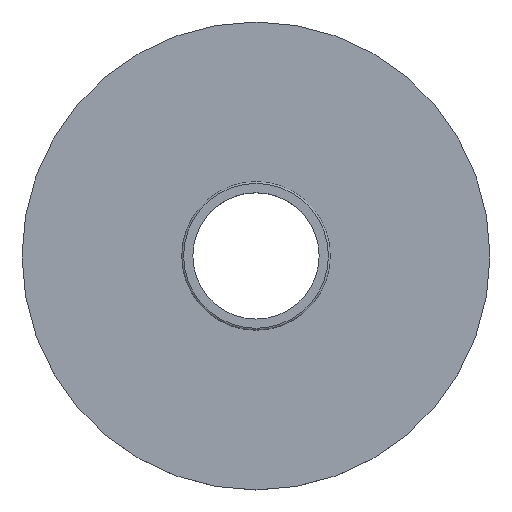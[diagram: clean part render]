
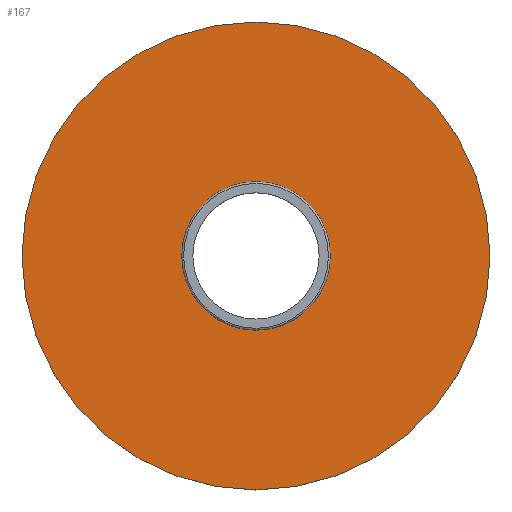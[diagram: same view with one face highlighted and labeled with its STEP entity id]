
A CAD part, top view. The second image highlights one B-rep face of the part: STEP entity #167.
In plain terms, the highlighted conical face has half-angle 89.998 degrees and reference radius 41.5 mm.
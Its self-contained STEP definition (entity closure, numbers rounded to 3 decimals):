
#28=LINE('',#310,#34);
#34=VECTOR('',#261,41.5);
#38=CONICAL_SURFACE('',#205,41.5,1.571);
#47=FACE_OUTER_BOUND('',#61,.T.);
#61=EDGE_LOOP('',(#142,#143,#144,#145));
#69=CIRCLE('',#190,20.);
#78=CIRCLE('',#206,63.);
#83=VERTEX_POINT('',#282);
#90=VERTEX_POINT('',#308);
#96=EDGE_CURVE('',#83,#83,#69,.T.);
#108=EDGE_CURVE('',#90,#90,#78,.T.);
#109=EDGE_CURVE('',#90,#83,#28,.T.);
#142=ORIENTED_EDGE('',*,*,#108,.F.);
#143=ORIENTED_EDGE('',*,*,#109,.T.);
#144=ORIENTED_EDGE('',*,*,#96,.T.);
#145=ORIENTED_EDGE('',*,*,#109,.F.);
#167=ADVANCED_FACE('',(#47),#38,.T.);
#190=AXIS2_PLACEMENT_3D('',#283,#224,#225);
#205=AXIS2_PLACEMENT_3D('',#307,#257,#258);
#206=AXIS2_PLACEMENT_3D('',#309,#259,#260);
#224=DIRECTION('center_axis',(0.,0.,-1.));
#225=DIRECTION('ref_axis',(1.,0.,0.));
#257=DIRECTION('center_axis',(0.,0.,-1.));
#258=DIRECTION('ref_axis',(-1.,0.,0.));
#259=DIRECTION('center_axis',(0.,0.,-1.));
#260=DIRECTION('ref_axis',(1.,0.,0.));
#261=DIRECTION('',(-1.,0.,0.));
#282=CARTESIAN_POINT('',(20.,0.,5.002));
#283=CARTESIAN_POINT('Origin',(0.,0.,5.002));
#307=CARTESIAN_POINT('Origin',(0.,0.,5.002));
#308=CARTESIAN_POINT('',(63.,0.,5.001));
#309=CARTESIAN_POINT('Origin',(0.,0.,5.001));
#310=CARTESIAN_POINT('',(41.5,0.,5.002));
